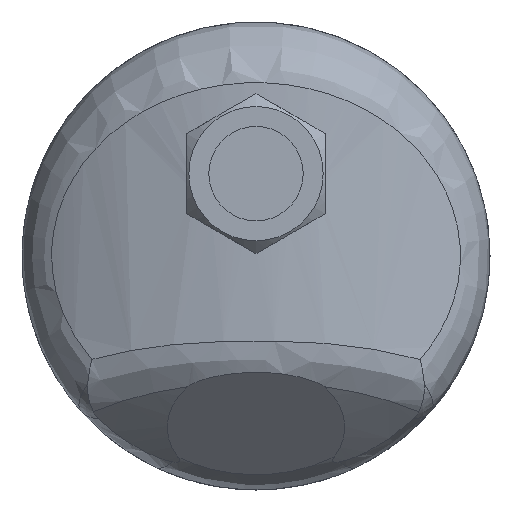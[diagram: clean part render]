
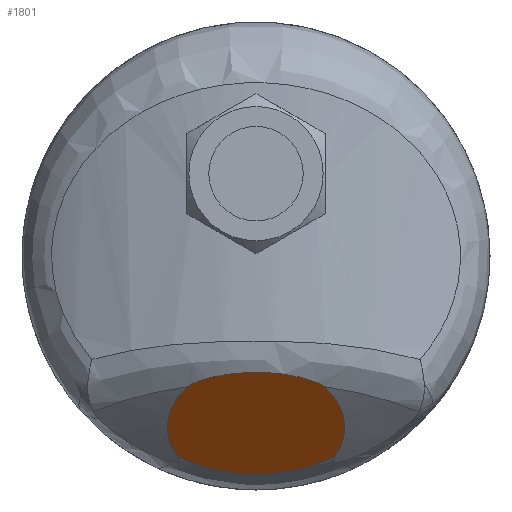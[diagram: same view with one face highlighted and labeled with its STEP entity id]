
A CAD part, left-side view. The second image highlights one B-rep face of the part: STEP entity #1801.
In plain terms, the highlighted free-form (B-spline) face has degree [1, 1] with [2, 2] control points.
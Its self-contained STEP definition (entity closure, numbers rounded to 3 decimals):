
#1227=CARTESIAN_POINT('',(-36.575,-18.017,-46.425));
#1228=VERTEX_POINT('',#1227);
#1250=CARTESIAN_POINT('',(-36.575,18.017,-46.425));
#1251=VERTEX_POINT('',#1250);
#1252=CARTESIAN_POINT('',(-36.575,-18.017,-46.425));
#1253=CARTESIAN_POINT('',(-36.034,-16.877,-46.966));
#1254=CARTESIAN_POINT('',(-35.37,-15.302,-47.63));
#1255=CARTESIAN_POINT('',(-34.511,-12.846,-48.489));
#1256=CARTESIAN_POINT('',(-34.01,-11.17,-48.99));
#1257=CARTESIAN_POINT('',(-33.664,-9.772,-49.336));
#1258=CARTESIAN_POINT('',(-33.467,-8.901,-49.533));
#1259=CARTESIAN_POINT('',(-33.098,-7.147,-49.902));
#1260=CARTESIAN_POINT('',(-32.782,-5.007,-50.218));
#1261=CARTESIAN_POINT('',(-32.578,-2.505,-50.422));
#1262=CARTESIAN_POINT('',(-32.504,-0.68,-50.496));
#1263=CARTESIAN_POINT('',(-32.519,1.138,-50.481));
#1264=CARTESIAN_POINT('',(-32.662,4.099,-50.338));
#1265=CARTESIAN_POINT('',(-33.081,7.273,-49.919));
#1266=CARTESIAN_POINT('',(-33.886,10.754,-49.114));
#1267=CARTESIAN_POINT('',(-34.636,13.265,-48.364));
#1268=CARTESIAN_POINT('',(-35.531,15.7,-47.469));
#1269=CARTESIAN_POINT('',(-36.214,17.256,-46.786));
#1270=CARTESIAN_POINT('',(-36.575,18.017,-46.425));
#1271=B_SPLINE_CURVE_WITH_KNOTS('',3,(#1252,#1253,#1254,#1255,#1256,#1257,#1258,#1259,#1260,#1261,#1262,#1263,#1264,#1265,#1266,#1267,#1268,#1269,#1270),.UNSPECIFIED.,.F.,.U.,(4,1,1,1,1,1,1,1,1,1,1,1,1,1,1,1,4),(-10.192,-9.783,-9.647,-9.374,-9.238,-9.203,-9.101,-8.692,-8.556,-8.351,-8.147,-8.011,-7.465,-7.193,-6.92,-6.647,-6.375),.UNSPECIFIED.);
#1272=EDGE_CURVE('',#1228,#1251,#1271,.T.);
#1735=CARTESIAN_POINT('',(-52.834,15.693,-30.166));
#1736=VERTEX_POINT('',#1735);
#1737=CARTESIAN_POINT('',(-43.5,0.0,-39.5));
#1738=DIRECTION('',(-0.707,0.0,-0.707));
#1739=DIRECTION('',(0.707,0.0,-0.707));
#1740=AXIS2_PLACEMENT_3D('',#1737,#1738,#1739);
#1741=CIRCLE('',#1740,20.506);
#1742=EDGE_CURVE('',#1736,#1251,#1741,.T.);
#1758=CARTESIAN_POINT('',(-32.504,20.506,-50.496));
#1759=CARTESIAN_POINT('',(-56.15,20.506,-26.85));
#1760=CARTESIAN_POINT('',(-32.504,-20.506,-50.496));
#1761=CARTESIAN_POINT('',(-56.15,-20.506,-26.85));
#1762=B_SPLINE_SURFACE_WITH_KNOTS('',1,1,((#1758,#1760),(#1759,#1761)),.UNSPECIFIED.,.F.,.F.,.U.,(2,2),(2,2),(0.0,33.441),(0.0,41.012),.UNSPECIFIED.);
#1763=ORIENTED_EDGE('',*,*,#1272,.F.);
#1764=CARTESIAN_POINT('',(-52.834,-15.693,-30.166));
#1765=VERTEX_POINT('',#1764);
#1766=CARTESIAN_POINT('',(-43.5,0.0,-39.5));
#1767=DIRECTION('',(-0.707,0.0,-0.707));
#1768=DIRECTION('',(0.707,0.0,-0.707));
#1769=AXIS2_PLACEMENT_3D('',#1766,#1767,#1768);
#1770=CIRCLE('',#1769,20.506);
#1771=EDGE_CURVE('',#1228,#1765,#1770,.T.);
#1772=ORIENTED_EDGE('',*,*,#1771,.T.);
#1773=CARTESIAN_POINT('',(-52.834,15.693,-30.166));
#1774=CARTESIAN_POINT('',(-53.1,15.376,-29.9));
#1775=CARTESIAN_POINT('',(-53.374,14.918,-29.626));
#1776=CARTESIAN_POINT('',(-54.259,13.039,-28.741));
#1777=CARTESIAN_POINT('',(-54.875,11.097,-28.125));
#1778=CARTESIAN_POINT('',(-55.653,7.1,-27.347));
#1779=CARTESIAN_POINT('',(-55.871,5.446,-27.129));
#1780=CARTESIAN_POINT('',(-56.06,3.043,-26.94));
#1781=CARTESIAN_POINT('',(-56.101,2.289,-26.899));
#1782=CARTESIAN_POINT('',(-56.142,0.993,-26.858));
#1783=CARTESIAN_POINT('',(-56.15,0.45,-26.85));
#1784=CARTESIAN_POINT('',(-56.148,-0.644,-26.852));
#1785=CARTESIAN_POINT('',(-56.137,-1.196,-26.863));
#1786=CARTESIAN_POINT('',(-56.089,-2.546,-26.911));
#1787=CARTESIAN_POINT('',(-56.041,-3.344,-26.959));
#1788=CARTESIAN_POINT('',(-55.837,-5.707,-27.163));
#1789=CARTESIAN_POINT('',(-55.623,-7.279,-27.377));
#1790=CARTESIAN_POINT('',(-54.95,-10.686,-28.05));
#1791=CARTESIAN_POINT('',(-54.486,-12.284,-28.514));
#1792=CARTESIAN_POINT('',(-53.621,-14.482,-29.379));
#1793=CARTESIAN_POINT('',(-53.217,-15.236,-29.783));
#1794=CARTESIAN_POINT('',(-52.834,-15.693,-30.166));
#1795=B_SPLINE_CURVE_WITH_KNOTS('',3,(#1773,#1774,#1775,#1776,#1777,#1778,#1779,#1780,#1781,#1782,#1783,#1784,#1785,#1786,#1787,#1788,#1789,#1790,#1791,#1792,#1793,#1794),.UNSPECIFIED.,.F.,.U.,(4,2,2,2,2,2,2,2,2,2,4),(0.0,0.147,0.479,0.7,0.8,0.872,0.945,1.051,1.261,1.522,1.732),.UNSPECIFIED.);
#1796=EDGE_CURVE('',#1736,#1765,#1795,.T.);
#1797=ORIENTED_EDGE('',*,*,#1796,.F.);
#1798=ORIENTED_EDGE('',*,*,#1742,.T.);
#1799=EDGE_LOOP('',(#1763,#1772,#1797,#1798));
#1800=FACE_OUTER_BOUND('',#1799,.T.);
#1801=ADVANCED_FACE('',(#1800),#1762,.F.);
